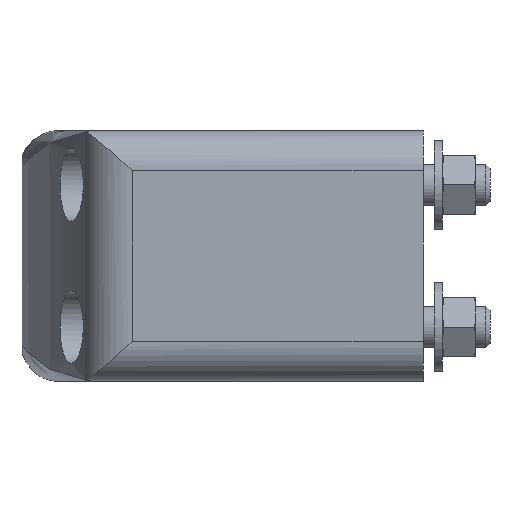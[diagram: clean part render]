
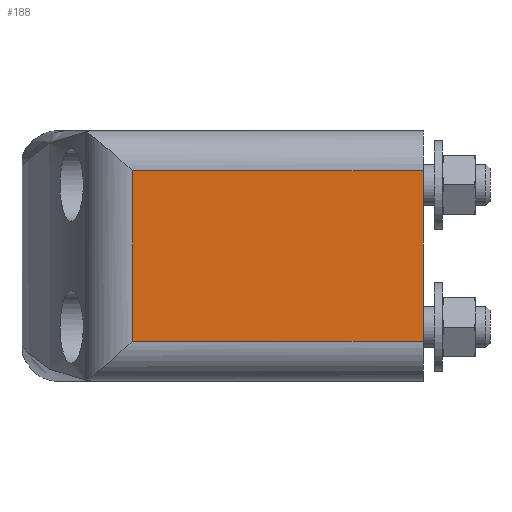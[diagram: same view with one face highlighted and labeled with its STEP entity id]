
A CAD part, left-side view. The second image highlights one B-rep face of the part: STEP entity #188.
In plain terms, the highlighted planar face has unit normal (-1, 0, 0).
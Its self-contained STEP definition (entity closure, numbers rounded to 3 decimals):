
#188 = ADVANCED_FACE( '', ( #467 ), #468, .F. );
#467 = FACE_OUTER_BOUND( '', #852, .T. );
#468 = PLANE( '', #853 );
#852 = EDGE_LOOP( '', ( #1354, #1355, #1356, #1357 ) );
#853 = AXIS2_PLACEMENT_3D( '', #1358, #1359, #1360 );
#1354 = ORIENTED_EDGE( '', *, *, #2325, .F. );
#1355 = ORIENTED_EDGE( '', *, *, #2326, .F. );
#1356 = ORIENTED_EDGE( '', *, *, #2327, .T. );
#1357 = ORIENTED_EDGE( '', *, *, #2328, .T. );
#1358 = CARTESIAN_POINT( '', ( 0., 34.768, 15. ) );
#1359 = DIRECTION( '', ( 1., 0., 0. ) );
#1360 = DIRECTION( '', ( 0., 0., -1. ) );
#2325 = EDGE_CURVE( '', #2822, #2823, #2824, .T. );
#2326 = EDGE_CURVE( '', #2825, #2822, #2826, .T. );
#2327 = EDGE_CURVE( '', #2825, #2827, #2828, .T. );
#2328 = EDGE_CURVE( '', #2827, #2823, #2829, .T. );
#2822 = VERTEX_POINT( '', #3694 );
#2823 = VERTEX_POINT( '', #3695 );
#2824 = LINE( '', #3696, #3697 );
#2825 = VERTEX_POINT( '', #3698 );
#2826 = LINE( '', #3699, #3700 );
#2827 = VERTEX_POINT( '', #3701 );
#2828 = LINE( '', #3702, #3703 );
#2829 = LINE( '', #3704, #3705 );
#3694 = CARTESIAN_POINT( '', ( 0., 0., 10.2 ) );
#3695 = CARTESIAN_POINT( '', ( 0., 0., -10.21 ) );
#3696 = CARTESIAN_POINT( '', ( 0., 0., 15. ) );
#3697 = VECTOR( '', #4605, 1000. );
#3698 = CARTESIAN_POINT( '', ( 0., 34.768, 10.2 ) );
#3699 = CARTESIAN_POINT( '', ( 0., 48., 10.2 ) );
#3700 = VECTOR( '', #4606, 1000. );
#3701 = CARTESIAN_POINT( '', ( 0., 34.768, -10.21 ) );
#3702 = CARTESIAN_POINT( '', ( 0., 34.768, 15. ) );
#3703 = VECTOR( '', #4607, 1000. );
#3704 = CARTESIAN_POINT( '', ( 0., 48., -10.21 ) );
#3705 = VECTOR( '', #4608, 1000. );
#4605 = DIRECTION( '', ( 0., 0., -1. ) );
#4606 = DIRECTION( '', ( 0., -1., 0. ) );
#4607 = DIRECTION( '', ( 0., 0., -1. ) );
#4608 = DIRECTION( '', ( 0., -1., 0. ) );
